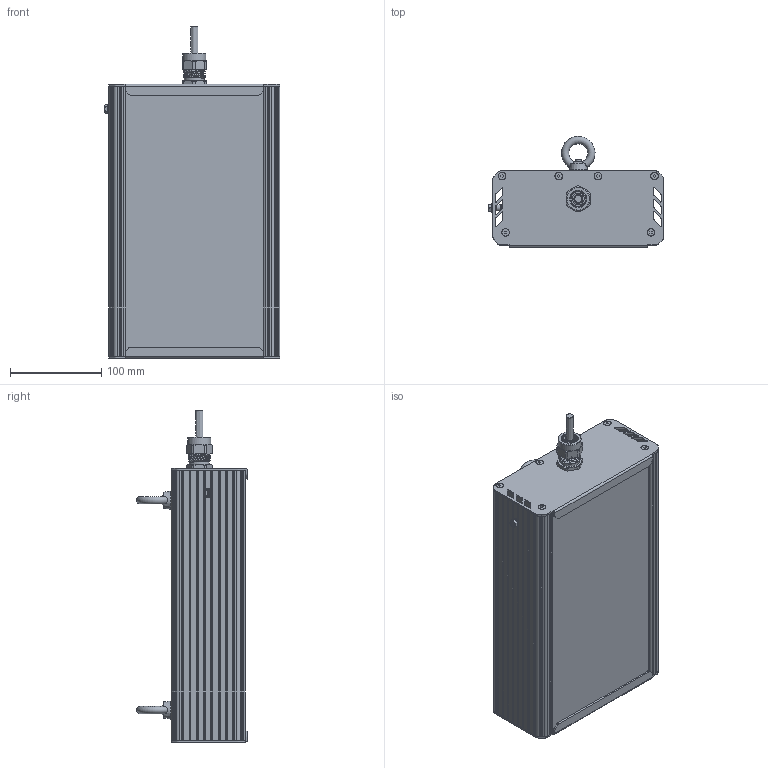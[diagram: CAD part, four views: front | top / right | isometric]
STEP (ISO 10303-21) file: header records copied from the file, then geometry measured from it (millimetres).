
FILE_DESCRIPTION(('STEP AP214'), '1');
FILE_NAME('001.0096.13.000 - ÃÑÏ-Ýêñòðà-Îïòèê-2Åõ-50', '', ('UNSPECIFIED'), ('UNSPECIFIED'), 'C3D Converter', 'C3D Toolkit', '');
FILE_SCHEMA(('AUTOMOTIVE_DESIGN { 1 0 10303 214 3 1 1}'));
Length unit declared in the file: millimetre
Products named in the file (29): 001.0096.13.000; 001.0065.02.000
Assembly tree (56 placements, depth 4):
  001.0096.13.000
    (unnamed)
      (unnamed)
      (unnamed)
      (unnamed)
      (unnamed)
      (unnamed)
      (unnamed)
      (unnamed)
      (unnamed)  x6
      (unnamed)  x6
      (unnamed)
      (unnamed)
      (unnamed)  x6
        (unnamed)
        (unnamed)
        (unnamed)
        (unnamed)
        (unnamed)
        (unnamed)
        (unnamed)
        (unnamed)
        (unnamed)
        (unnamed)
      (unnamed)
        (unnamed)
    001.0065.02.000  x2
      (unnamed)
      (unnamed)
Bounding box: 192.43 x 121.62 x 364 mm (x, y, z)
Volume: 1047178.8 mm3; surface area: 789135.2 mm2
Topology: 225 solids, 225 shells, 3245 faces, 7493 edges, 4998 vertices
Faces by surface type: plane 2296, cylinder 740, bspline 107, cone 91, sphere 6, torus 5
Full cylindrical faces by diameter (mm): 1 x6, 2 x12, 2.5 x24, 2.8 x150, 3.2 x6, 3.5 x36, 4 x13, 5 x2, 6 x3, 7 x2, 8 x12, 9 x78, 10 x1, 12.5 x1, 13 x1, 16 x1, 17 x1, 18 x1, 18.5 x1, 19 x1, 20 x1, 21.5 x1, 22 x2, 25.5 x1
Entity records: 82100 total; most frequent: CARTESIAN_POINT 43997, DIRECTION 6656, ORIENTED_EDGE 5678, EDGE_CURVE 2839, AXIS2_PLACEMENT_3D 2374, VERTEX_POINT 1971, LINE 1908, VECTOR 1908
